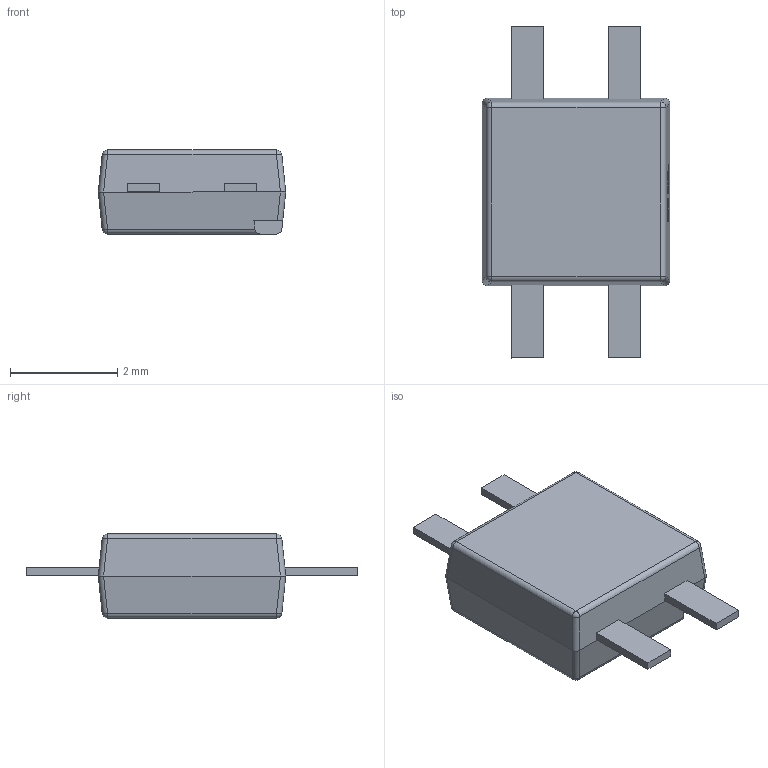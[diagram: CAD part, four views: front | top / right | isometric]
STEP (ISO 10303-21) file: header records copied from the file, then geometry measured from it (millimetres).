
FILE_DESCRIPTION (( 'STEP AP214' ), '1' );
FILE_NAME ('LED-SMD_4P-L3.5-W3.5-P1.80-LS6.2_WS2812B-MINI-V3J.STEP', '2024-10-09T07:53:22', ( '' ), ( '' ), 'SwSTEP 2.0', 'SolidWorks 2021', '' );
FILE_SCHEMA (( 'AUTOMOTIVE_DESIGN' ));
Length unit declared in the file: millimetre
Products named in the file (1): LED-SMD_4P-L3.5-W3.5-P1.80-LS6.2_WS2812B-MINI-V3J
Bounding box: 3.5 x 6.2 x 1.57 mm (x, y, z)
Volume: 18.7 mm3; surface area: 50.9 mm2
Topology: 1 solids, 1 shells, 282 faces, 739 edges, 483 vertices
Faces by surface type: plane 159, bspline 98, cylinder 18, sphere 7
Entity records: 12224 total; most frequent: CARTESIAN_POINT 2832, ORIENTED_EDGE 1478, DIRECTION 927, EDGE_CURVE 739, VECTOR 507, LINE 507, VERTEX_POINT 483, EDGE_LOOP 306
